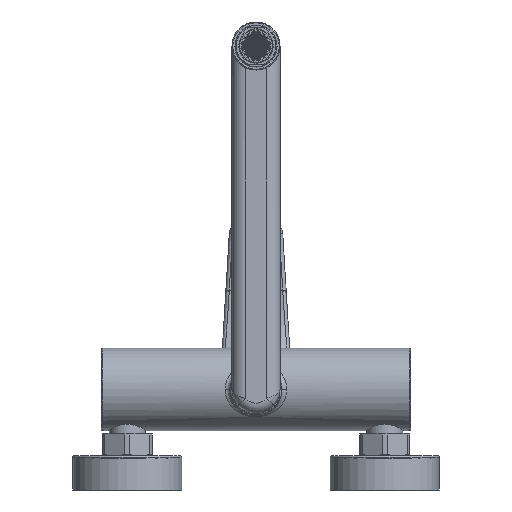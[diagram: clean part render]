
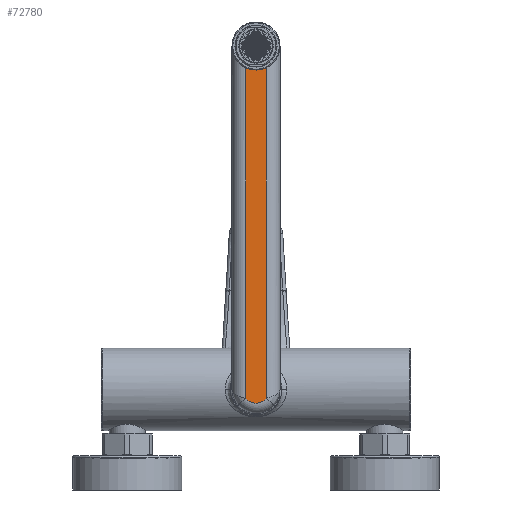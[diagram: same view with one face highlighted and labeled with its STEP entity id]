
A CAD part, front view. The second image highlights one B-rep face of the part: STEP entity #72780.
In plain terms, the highlighted planar face has unit normal (0, -1, 0).
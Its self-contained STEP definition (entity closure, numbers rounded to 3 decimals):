
#57328=CARTESIAN_POINT('',(0.,-65.8,200.));
#57329=DIRECTION('',(0.,1.,0.));
#57330=DIRECTION('',(0.429,0.,-0.904));
#57331=AXIS2_PLACEMENT_3D('',#57328,#57329,#57330);
#57452=DIRECTION('',(0.,0.,1.));
#57453=VECTOR('',#57452,192.642);
#57454=CARTESIAN_POINT('',(6.,-65.8,-5.292));
#57455=LINE('',#57454,#57453);
#57505=DIRECTION('',(0.,0.,-1.));
#57506=VECTOR('',#57505,192.642);
#57507=CARTESIAN_POINT('',(-6.,-65.8,187.351));
#57508=LINE('',#57507,#57506);
#57509=CARTESIAN_POINT('',(-6.,-65.8,-5.292));
#57552=CARTESIAN_POINT('',(0.,-65.8,0.));
#57553=DIRECTION('',(0.,1.,0.));
#57554=DIRECTION('',(0.75,0.,-0.661));
#57555=AXIS2_PLACEMENT_3D('',#57552,#57553,#57554);
#64153=CARTESIAN_POINT('',(6.,-65.8,187.351));
#64154=CARTESIAN_POINT('',(-6.,-65.8,187.351));
#64155=VERTEX_POINT('',#64153);
#64156=VERTEX_POINT('',#64154);
#64169=VERTEX_POINT('',#57509);
#64174=CARTESIAN_POINT('',(6.,-65.8,-5.292));
#64175=VERTEX_POINT('',#64174);
#72768=CARTESIAN_POINT('',(-6.,-65.8,-36.8));
#72769=DIRECTION('',(0.,-1.,0.));
#72770=DIRECTION('',(1.,0.,0.));
#72771=AXIS2_PLACEMENT_3D('',#72768,#72769,#72770);
#72772=PLANE('',#72771);
#72774=ORIENTED_EDGE('',*,*,#72773,.T.);
#72775=ORIENTED_EDGE('',*,*,#72750,.F.);
#72776=ORIENTED_EDGE('',*,*,#72553,.F.);
#72777=ORIENTED_EDGE('',*,*,#72583,.F.);
#72778=EDGE_LOOP('',(#72774,#72775,#72776,#72777));
#72779=FACE_OUTER_BOUND('',#72778,.F.);
#72780=ADVANCED_FACE('',(#72779),#72772,.T.);
#57332=CIRCLE('',#57331,14.);
#57556=CIRCLE('',#57555,8.);
#72553=EDGE_CURVE('',#64155,#64156,#57332,.T.);
#72583=EDGE_CURVE('',#64175,#64155,#57455,.T.);
#72750=EDGE_CURVE('',#64156,#64169,#57508,.T.);
#72773=EDGE_CURVE('',#64175,#64169,#57556,.T.);
